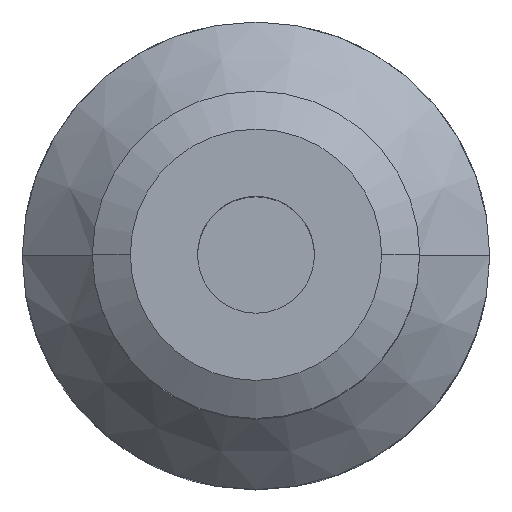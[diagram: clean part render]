
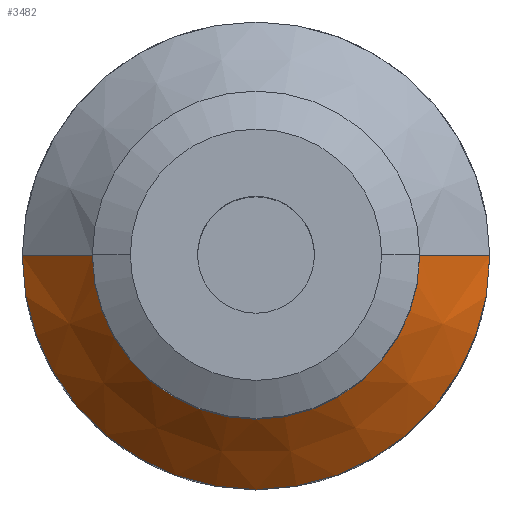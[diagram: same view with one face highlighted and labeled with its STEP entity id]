
A CAD part, top view. The second image highlights one B-rep face of the part: STEP entity #3482.
In plain terms, the highlighted conical face has half-angle 45 degrees and reference radius 20 mm.
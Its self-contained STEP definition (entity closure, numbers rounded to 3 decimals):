
#105 = CARTESIAN_POINT ( 'NONE',  ( 14., 0., 26. ) ) ;
#149 = LINE ( 'NONE', #3472, #267 ) ;
#267 = VECTOR ( 'NONE', #1306, 1000. ) ;
#389 = CONICAL_SURFACE ( 'NONE', #4235, 20., 0.785 ) ;
#678 = FACE_OUTER_BOUND ( 'NONE', #4206, .T. ) ;
#800 = VERTEX_POINT ( 'NONE', #3371 ) ;
#877 = CARTESIAN_POINT ( 'NONE',  ( -14., 0., 26. ) ) ;
#959 = VERTEX_POINT ( 'NONE', #877 ) ;
#1010 = CARTESIAN_POINT ( 'NONE',  ( 20., 0., 20. ) ) ;
#1241 = CARTESIAN_POINT ( 'NONE',  ( 20., 0., 20. ) ) ;
#1268 = EDGE_CURVE ( 'NONE', #800, #3457, #4128, .T. ) ;
#1306 = DIRECTION ( 'NONE',  ( -0.707, 0., -0.707 ) ) ;
#1315 = ORIENTED_EDGE ( 'NONE', *, *, #1268, .T. ) ;
#1422 = CARTESIAN_POINT ( 'NONE',  ( 0., 0., 20. ) ) ;
#1489 = VECTOR ( 'NONE', #3410, 1000. ) ;
#1776 = DIRECTION ( 'NONE',  ( 1., 0., 0. ) ) ;
#1874 = CIRCLE ( 'NONE', #3697, 14. ) ;
#2015 = EDGE_CURVE ( 'NONE', #959, #800, #149, .T. ) ;
#2043 = AXIS2_PLACEMENT_3D ( 'NONE', #1422, #3946, #1776 ) ;
#2090 = ORIENTED_EDGE ( 'NONE', *, *, #3703, .F. ) ;
#2143 = DIRECTION ( 'NONE',  ( 0., 0., 1. ) ) ;
#2237 = VERTEX_POINT ( 'NONE', #105 ) ;
#2471 = CARTESIAN_POINT ( 'NONE',  ( 0., 0., 20. ) ) ;
#2851 = DIRECTION ( 'NONE',  ( 0., 0., -1. ) ) ;
#3113 = ORIENTED_EDGE ( 'NONE', *, *, #4303, .F. ) ;
#3371 = CARTESIAN_POINT ( 'NONE',  ( -20., 0., 20. ) ) ;
#3410 = DIRECTION ( 'NONE',  ( 0.707, 0., -0.707 ) ) ;
#3457 = VERTEX_POINT ( 'NONE', #1010 ) ;
#3472 = CARTESIAN_POINT ( 'NONE',  ( -20., 0., 20. ) ) ;
#3482 = ADVANCED_FACE ( 'NONE', ( #678 ), #389, .T. ) ;
#3697 = AXIS2_PLACEMENT_3D ( 'NONE', #4329, #2143, #4688 ) ;
#3703 = EDGE_CURVE ( 'NONE', #959, #2237, #1874, .T. ) ;
#3866 = LINE ( 'NONE', #1241, #1489 ) ;
#3946 = DIRECTION ( 'NONE',  ( 0., 0., 1. ) ) ;
#3954 = ORIENTED_EDGE ( 'NONE', *, *, #2015, .T. ) ;
#4128 = CIRCLE ( 'NONE', #2043, 20. ) ;
#4206 = EDGE_LOOP ( 'NONE', ( #3113, #2090, #3954, #1315 ) ) ;
#4235 = AXIS2_PLACEMENT_3D ( 'NONE', #2471, #2851, #4651 ) ;
#4303 = EDGE_CURVE ( 'NONE', #2237, #3457, #3866, .T. ) ;
#4329 = CARTESIAN_POINT ( 'NONE',  ( 0., 0., 26. ) ) ;
#4651 = DIRECTION ( 'NONE',  ( -1., 0., 0. ) ) ;
#4688 = DIRECTION ( 'NONE',  ( 1., 0., 0. ) ) ;
